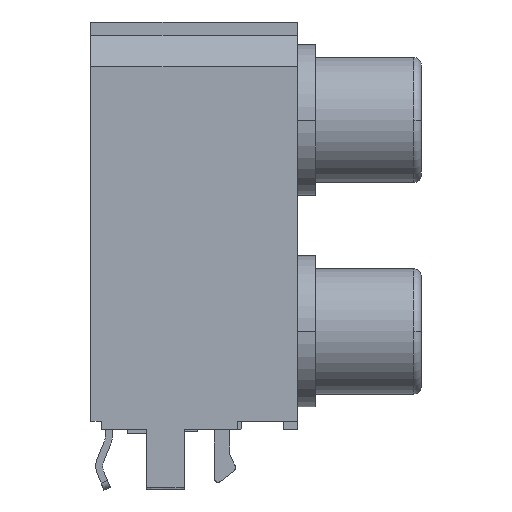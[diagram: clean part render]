
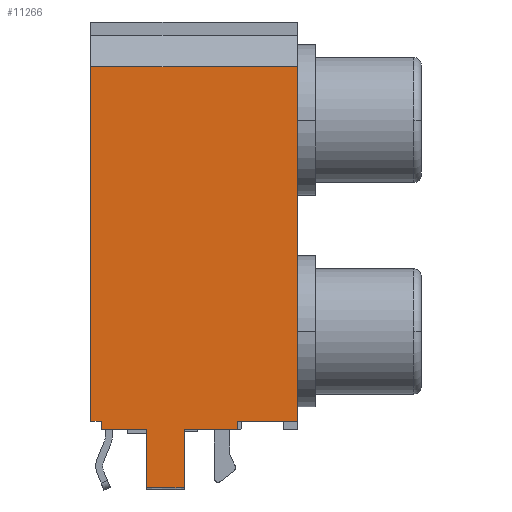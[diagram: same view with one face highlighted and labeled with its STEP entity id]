
A CAD part, left-side view. The second image highlights one B-rep face of the part: STEP entity #11266.
In plain terms, the highlighted planar face has unit normal (-1, 0, 0).
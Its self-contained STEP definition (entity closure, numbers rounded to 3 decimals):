
#8799 = EDGE_CURVE('',#8800,#8802,#8804,.T.);
#8800 = VERTEX_POINT('',#8801);
#8801 = CARTESIAN_POINT('',(-27.493,4.944,24.048));
#8802 = VERTEX_POINT('',#8803);
#8803 = CARTESIAN_POINT('',(-27.493,-8.747,24.048));
#8804 = LINE('',#8805,#8806);
#8805 = CARTESIAN_POINT('',(-27.493,-1.901,24.048));
#8806 = VECTOR('',#8807,1.);
#8807 = DIRECTION('',(0.,-1.,0.));
#8832 = VERTEX_POINT('',#8833);
#8833 = CARTESIAN_POINT('',(-27.493,-1.243,-3.866));
#8840 = EDGE_CURVE('',#8832,#8841,#8843,.T.);
#8841 = VERTEX_POINT('',#8842);
#8842 = CARTESIAN_POINT('',(-27.493,1.256,-3.866));
#8843 = LINE('',#8844,#8845);
#8844 = CARTESIAN_POINT('',(-27.493,-1.901,-3.866));
#8845 = VECTOR('',#8846,1.);
#8846 = DIRECTION('',(0.,1.,0.));
#9731 = EDGE_CURVE('',#8802,#9732,#9734,.T.);
#9732 = VERTEX_POINT('',#9733);
#9733 = CARTESIAN_POINT('',(-27.493,-8.747,0.553));
#9734 = LINE('',#9735,#9736);
#9735 = CARTESIAN_POINT('',(-27.493,-8.747,10.091));
#9736 = VECTOR('',#9737,1.);
#9737 = DIRECTION('',(0.,0.,-1.));
#9874 = VERTEX_POINT('',#9875);
#9875 = CARTESIAN_POINT('',(-27.493,4.944,0.553));
#9881 = EDGE_CURVE('',#9874,#8800,#9882,.T.);
#9882 = LINE('',#9883,#9884);
#9883 = CARTESIAN_POINT('',(-27.493,4.944,13.78));
#9884 = VECTOR('',#9885,1.);
#9885 = DIRECTION('',(0.,0.,1.));
#11014 = VERTEX_POINT('',#11015);
#11015 = CARTESIAN_POINT('',(-27.493,4.253,0.007));
#11023 = EDGE_CURVE('',#11014,#11024,#11026,.T.);
#11024 = VERTEX_POINT('',#11025);
#11025 = CARTESIAN_POINT('',(-27.493,4.253,0.553));
#11026 = LINE('',#11027,#11028);
#11027 = CARTESIAN_POINT('',(-27.493,4.253,10.091));
#11028 = VECTOR('',#11029,1.);
#11029 = DIRECTION('',(0.,0.,1.));
#11062 = VERTEX_POINT('',#11063);
#11063 = CARTESIAN_POINT('',(-27.493,1.256,0.007));
#11069 = EDGE_CURVE('',#11062,#11014,#11070,.T.);
#11070 = LINE('',#11071,#11072);
#11071 = CARTESIAN_POINT('',(-27.493,-1.901,0.007));
#11072 = VECTOR('',#11073,1.);
#11073 = DIRECTION('',(0.,1.,0.));
#11084 = EDGE_CURVE('',#8841,#11062,#11085,.T.);
#11085 = LINE('',#11086,#11087);
#11086 = CARTESIAN_POINT('',(-27.493,1.256,10.091));
#11087 = VECTOR('',#11088,1.);
#11088 = DIRECTION('',(0.,0.,1.));
#11155 = VERTEX_POINT('',#11156);
#11156 = CARTESIAN_POINT('',(-27.493,-1.243,0.007));
#11162 = EDGE_CURVE('',#11155,#8832,#11163,.T.);
#11163 = LINE('',#11164,#11165);
#11164 = CARTESIAN_POINT('',(-27.493,-1.243,10.091));
#11165 = VECTOR('',#11166,1.);
#11166 = DIRECTION('',(0.,0.,-1.));
#11242 = VERTEX_POINT('',#11243);
#11243 = CARTESIAN_POINT('',(-27.493,-4.764,0.007));
#11249 = EDGE_CURVE('',#11242,#11155,#11250,.T.);
#11250 = LINE('',#11251,#11252);
#11251 = CARTESIAN_POINT('',(-27.493,-1.901,0.007));
#11252 = VECTOR('',#11253,1.);
#11253 = DIRECTION('',(0.,1.,0.));
#11266 = ADVANCED_FACE('',(#11267),#11298,.F.);
#11267 = FACE_BOUND('',#11268,.T.);
#11268 = EDGE_LOOP('',(#11269,#11275,#11276,#11277,#11278,#11279,#11280,
    #11281,#11289,#11295,#11296,#11297));
#11269 = ORIENTED_EDGE('',*,*,#11270,.T.);
#11270 = EDGE_CURVE('',#9874,#11024,#11271,.T.);
#11271 = LINE('',#11272,#11273);
#11272 = CARTESIAN_POINT('',(-27.493,-1.901,0.553));
#11273 = VECTOR('',#11274,1.);
#11274 = DIRECTION('',(0.,-1.,0.));
#11275 = ORIENTED_EDGE('',*,*,#11023,.F.);
#11276 = ORIENTED_EDGE('',*,*,#11069,.F.);
#11277 = ORIENTED_EDGE('',*,*,#11084,.F.);
#11278 = ORIENTED_EDGE('',*,*,#8840,.F.);
#11279 = ORIENTED_EDGE('',*,*,#11162,.F.);
#11280 = ORIENTED_EDGE('',*,*,#11249,.F.);
#11281 = ORIENTED_EDGE('',*,*,#11282,.F.);
#11282 = EDGE_CURVE('',#11283,#11242,#11285,.T.);
#11283 = VERTEX_POINT('',#11284);
#11284 = CARTESIAN_POINT('',(-27.493,-4.764,0.553));
#11285 = LINE('',#11286,#11287);
#11286 = CARTESIAN_POINT('',(-27.493,-4.764,0.28));
#11287 = VECTOR('',#11288,1.);
#11288 = DIRECTION('',(0.,0.,-1.));
#11289 = ORIENTED_EDGE('',*,*,#11290,.F.);
#11290 = EDGE_CURVE('',#9732,#11283,#11291,.T.);
#11291 = LINE('',#11292,#11293);
#11292 = CARTESIAN_POINT('',(-27.493,-1.901,0.553));
#11293 = VECTOR('',#11294,1.);
#11294 = DIRECTION('',(0.,1.,0.));
#11295 = ORIENTED_EDGE('',*,*,#9731,.F.);
#11296 = ORIENTED_EDGE('',*,*,#8799,.F.);
#11297 = ORIENTED_EDGE('',*,*,#9881,.F.);
#11298 = PLANE('',#11299);
#11299 = AXIS2_PLACEMENT_3D('',#11300,#11301,#11302);
#11300 = CARTESIAN_POINT('',(-27.493,5.218,-4.425));
#11301 = DIRECTION('',(1.,0.,0.));
#11302 = DIRECTION('',(0.,0.,1.));
